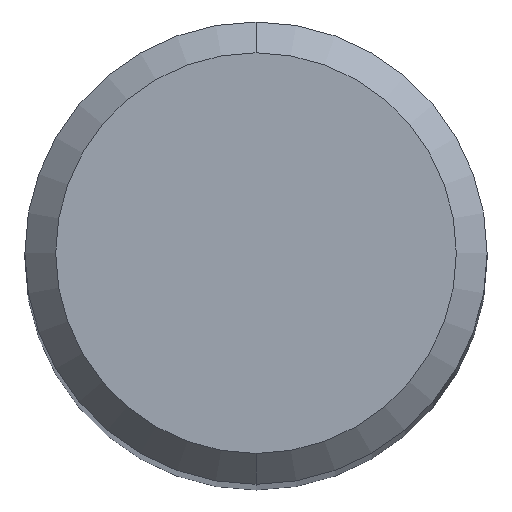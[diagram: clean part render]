
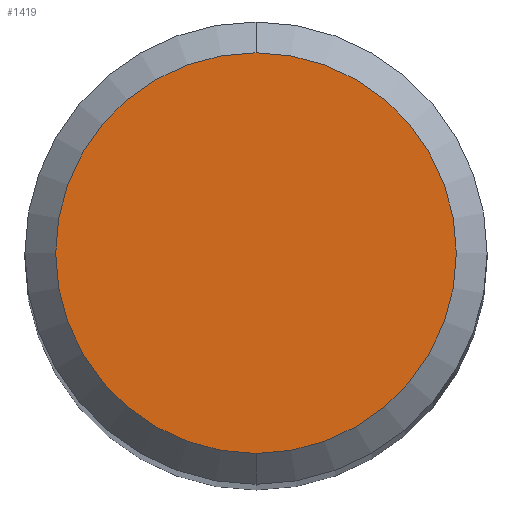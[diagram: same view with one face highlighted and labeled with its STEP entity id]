
A CAD part, top view. The second image highlights one B-rep face of the part: STEP entity #1419.
In plain terms, the highlighted planar face has unit normal (0, 0, 1).
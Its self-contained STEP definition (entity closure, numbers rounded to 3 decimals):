
#775=VERTEX_POINT('',#2278);
#1157=VERTEX_POINT('',#2685);
#1419=ADVANCED_FACE('',(#2971),#2972,.T.);
#1589=EDGE_CURVE('',#775,#1157,#3156,.T.);
#1699=EDGE_CURVE('',#1157,#775,#3270,.T.);
#2278=CARTESIAN_POINT('',(0.,-2.6,0.0));
#2685=CARTESIAN_POINT('',(0.0,2.6,0.0));
#2971=FACE_OUTER_BOUND('',#11581,.T.);
#2972=PLANE('',#11582);
#3156=CIRCLE('',#13506,2.6);
#3270=CIRCLE('',#14061,2.6);
#11581=EDGE_LOOP('',(#22431,#22432));
#11582=AXIS2_PLACEMENT_3D('',#22433,#22434,#22435);
#13506=AXIS2_PLACEMENT_3D('',#22578,#22579,#22580);
#14061=AXIS2_PLACEMENT_3D('',#22647,#22648,#22649);
#22431=ORIENTED_EDGE('',*,*,#1699,.F.);
#22432=ORIENTED_EDGE('',*,*,#1589,.F.);
#22433=CARTESIAN_POINT('',(0.0,1.3,0.0));
#22434=DIRECTION('',(-0.0,0.0,1.0));
#22435=DIRECTION('',(0.0,-1.0,0.0));
#22578=CARTESIAN_POINT('',(0.0,0.0,0.0));
#22579=DIRECTION('',(0.0,0.0,-1.0));
#22580=DIRECTION('',(0.0,1.0,0.0));
#22647=CARTESIAN_POINT('',(0.0,0.0,0.0));
#22648=DIRECTION('',(0.0,0.0,-1.0));
#22649=DIRECTION('',(0.0,1.0,0.0));
